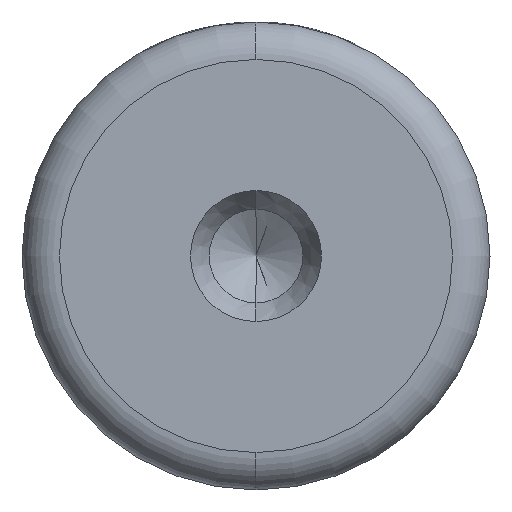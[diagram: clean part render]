
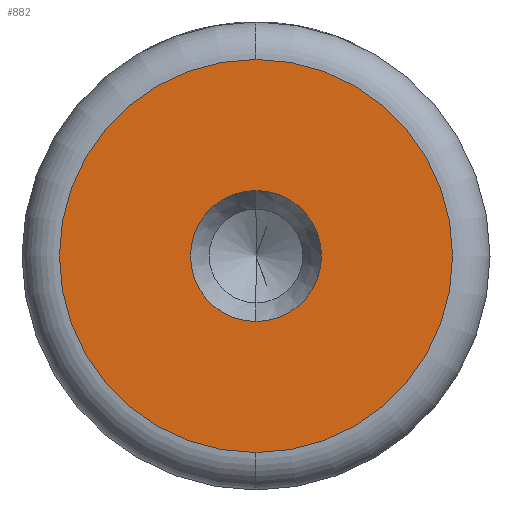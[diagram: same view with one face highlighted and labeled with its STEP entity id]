
A CAD part, left-side view. The second image highlights one B-rep face of the part: STEP entity #882.
In plain terms, the highlighted planar face has unit normal (-1, 0, 0).
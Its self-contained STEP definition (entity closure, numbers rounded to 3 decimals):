
#36 = VERTEX_POINT ( 'NONE', #715 ) ;
#58 = CIRCLE ( 'NONE', #551, 10.5 ) ;
#123 = CARTESIAN_POINT ( 'NONE',  ( 0., 0., 10.5 ) ) ;
#165 = CARTESIAN_POINT ( 'NONE',  ( 0., 0., -3.5 ) ) ;
#254 = CARTESIAN_POINT ( 'NONE',  ( 0., 0., 0. ) ) ;
#256 = VERTEX_POINT ( 'NONE', #434 ) ;
#268 = DIRECTION ( 'NONE',  ( -1., 0., 0. ) ) ;
#364 = DIRECTION ( 'NONE',  ( 0., 0., 1. ) ) ;
#381 = CIRCLE ( 'NONE', #561, 3.5 ) ;
#434 = CARTESIAN_POINT ( 'NONE',  ( 0., 0., -10.5 ) ) ;
#476 = FACE_OUTER_BOUND ( 'NONE', #965, .T. ) ;
#485 = CARTESIAN_POINT ( 'NONE',  ( 0., 0., 0. ) ) ;
#527 = AXIS2_PLACEMENT_3D ( 'NONE', #485, #1273, #594 ) ;
#551 = AXIS2_PLACEMENT_3D ( 'NONE', #927, #268, #1042 ) ;
#561 = AXIS2_PLACEMENT_3D ( 'NONE', #254, #1025, #364 ) ;
#571 = CARTESIAN_POINT ( 'NONE',  ( 0., 0., 0. ) ) ;
#576 = ORIENTED_EDGE ( 'NONE', *, *, #1139, .F. ) ;
#594 = DIRECTION ( 'NONE',  ( 0., 0., 1. ) ) ;
#621 = ORIENTED_EDGE ( 'NONE', *, *, #1187, .F. ) ;
#658 = AXIS2_PLACEMENT_3D ( 'NONE', #678, #1235, #899 ) ;
#678 = CARTESIAN_POINT ( 'NONE',  ( 0., 0., 0. ) ) ;
#680 = AXIS2_PLACEMENT_3D ( 'NONE', #571, #1351, #694 ) ;
#694 = DIRECTION ( 'NONE',  ( 0., 0., 1. ) ) ;
#715 = CARTESIAN_POINT ( 'NONE',  ( 0., 0., 3.5 ) ) ;
#789 = PLANE ( 'NONE',  #658 ) ;
#861 = VERTEX_POINT ( 'NONE', #123 ) ;
#882 = ADVANCED_FACE ( 'NONE', ( #476, #1034 ), #789, .T. ) ;
#886 = EDGE_LOOP ( 'NONE', ( #621, #576 ) ) ;
#899 = DIRECTION ( 'NONE',  ( 0., 0., 1. ) ) ;
#927 = CARTESIAN_POINT ( 'NONE',  ( 0., 0., 0. ) ) ;
#939 = EDGE_CURVE ( 'NONE', #861, #256, #1300, .T. ) ;
#965 = EDGE_LOOP ( 'NONE', ( #1005, #1362 ) ) ;
#1005 = ORIENTED_EDGE ( 'NONE', *, *, #939, .T. ) ;
#1025 = DIRECTION ( 'NONE',  ( -1., 0., 0. ) ) ;
#1034 = FACE_BOUND ( 'NONE', #886, .T. ) ;
#1042 = DIRECTION ( 'NONE',  ( 0., 0., 1. ) ) ;
#1055 = VERTEX_POINT ( 'NONE', #165 ) ;
#1139 = EDGE_CURVE ( 'NONE', #1055, #36, #381, .T. ) ;
#1178 = EDGE_CURVE ( 'NONE', #256, #861, #58, .T. ) ;
#1187 = EDGE_CURVE ( 'NONE', #36, #1055, #1198, .T. ) ;
#1198 = CIRCLE ( 'NONE', #527, 3.5 ) ;
#1235 = DIRECTION ( 'NONE',  ( -1., 0., 0. ) ) ;
#1273 = DIRECTION ( 'NONE',  ( -1., 0., 0. ) ) ;
#1300 = CIRCLE ( 'NONE', #680, 10.5 ) ;
#1351 = DIRECTION ( 'NONE',  ( -1., 0., 0. ) ) ;
#1362 = ORIENTED_EDGE ( 'NONE', *, *, #1178, .T. ) ;
